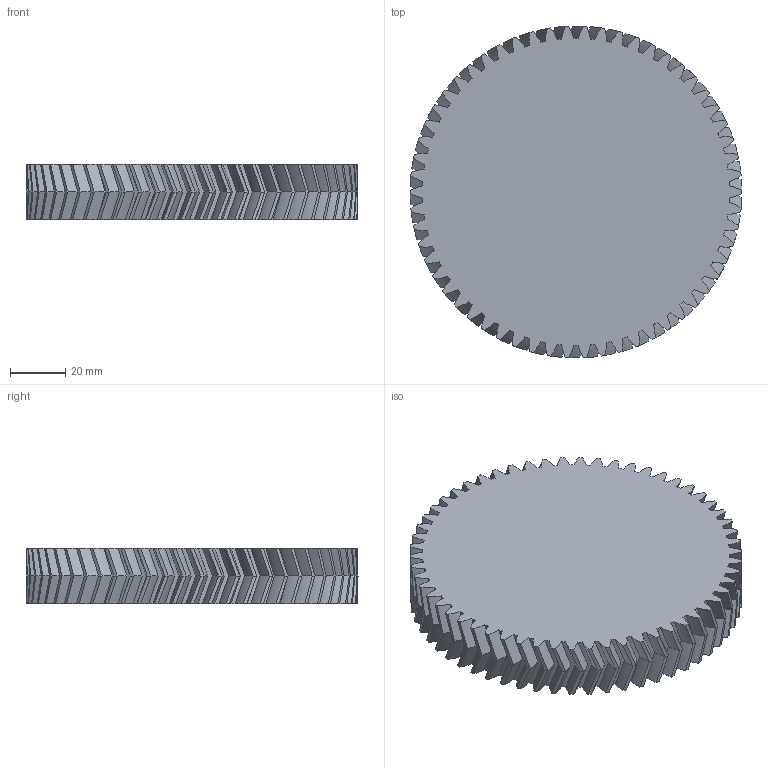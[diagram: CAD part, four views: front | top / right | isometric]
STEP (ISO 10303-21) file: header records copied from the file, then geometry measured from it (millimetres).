
FILE_DESCRIPTION(/* description */ ('STEP AP242','CAx-IF Rec.Pracs.---Representation and Presentation of Product Manufacturing Information (PMI)---4.0---2014-10-13','CAx-IF Rec.Pracs.---3D Tessellated Geometry---0.4---2014-09-14','2;1'),/* implementation_level */ '2;1');
FILE_NAME(/* name */ '67bb815287b86d1ce395458e',/* time_stamp */ '2025-02-23T20:13:09Z',/* author */ (''),/* organization */ (''),/* preprocessor_version */ 'ST-DEVELOPER v20',/* originating_system */ 'ONSHAPE BY PTC INC, 1.194',/* authorisation */ ' ');
FILE_SCHEMA (('AP242_MANAGED_MODEL_BASED_3D_ENGINEERING_MIM_LF { 1 0 10303 442 1 1 4 }'));
Length unit declared in the file: metre
Products named in the file (1): Helical 2M 58T
Bounding box: 119.99 x 120 x 20 mm (x, y, z)
Volume: 209515.5 mm3; surface area: 36130.5 mm2
Topology: 1 solids, 1 shells, 408 faces, 1102 edges, 696 vertices
Faces by surface type: bspline 348, cylinder 58, plane 2
Entity records: 29684 total; most frequent: CARTESIAN_POINT 22855, ORIENTED_EDGE 2204, EDGE_CURVE 1102, VERTEX_POINT 696, DIRECTION 528, EDGE_LOOP 408, FACE_BOUND 408, ADVANCED_FACE 408
